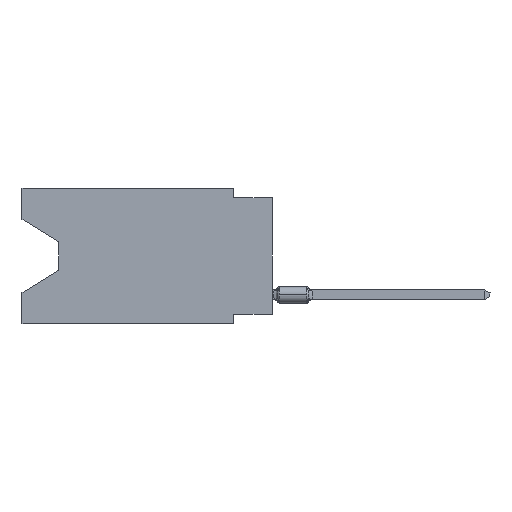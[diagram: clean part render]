
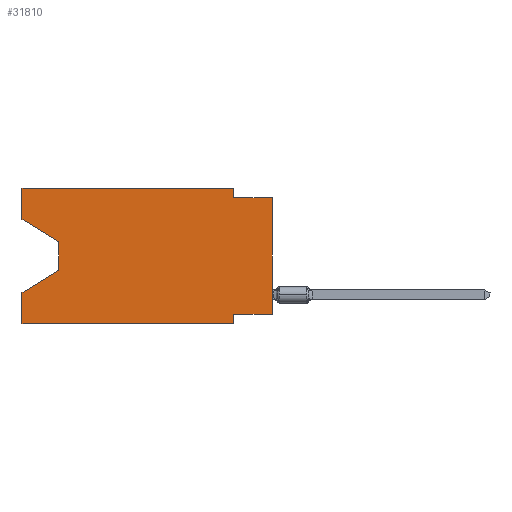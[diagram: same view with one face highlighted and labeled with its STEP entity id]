
A CAD part, left-side view. The second image highlights one B-rep face of the part: STEP entity #31810.
In plain terms, the highlighted planar face has unit normal (-1, 0, 0).
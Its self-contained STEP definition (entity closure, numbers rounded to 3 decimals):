
#36 = VECTOR ( 'NONE', #2832, 1000. ) ;
#171 = CARTESIAN_POINT ( 'NONE',  ( 0., 16.383, 0. ) ) ;
#702 = CARTESIAN_POINT ( 'NONE',  ( 0., 16.383, -2.038 ) ) ;
#1231 = AXIS2_PLACEMENT_3D ( 'NONE', #25814, #8782, #4787 ) ;
#1302 = CARTESIAN_POINT ( 'NONE',  ( 0., 13.97, -3.505 ) ) ;
#1541 = LINE ( 'NONE', #19918, #1763 ) ;
#1747 = VECTOR ( 'NONE', #21256, 1000. ) ;
#1763 = VECTOR ( 'NONE', #33602, 1000. ) ;
#2832 = DIRECTION ( 'NONE',  ( 0., -1., 0. ) ) ;
#4787 = DIRECTION ( 'NONE',  ( 0., 0., -1. ) ) ;
#4788 = EDGE_CURVE ( 'NONE', #22152, #36299, #1541, .T. ) ;
#4841 = DIRECTION ( 'NONE',  ( 0., -1., 0. ) ) ;
#5920 = VECTOR ( 'NONE', #4841, 1000. ) ;
#6158 = ORIENTED_EDGE ( 'NONE', *, *, #30139, .T. ) ;
#6438 = CARTESIAN_POINT ( 'NONE',  ( 0., 0., -8.255 ) ) ;
#6505 = EDGE_CURVE ( 'NONE', #31782, #38914, #36718, .T. ) ;
#7111 = CARTESIAN_POINT ( 'NONE',  ( 0., 0., -0.635 ) ) ;
#7469 = CARTESIAN_POINT ( 'NONE',  ( 0., 16.383, -2.038 ) ) ;
#8031 = EDGE_CURVE ( 'NONE', #44952, #31782, #29888, .T. ) ;
#8168 = LINE ( 'NONE', #7469, #14978 ) ;
#8543 = LINE ( 'NONE', #30950, #32711 ) ;
#8558 = VERTEX_POINT ( 'NONE', #6438 ) ;
#8782 = DIRECTION ( 'NONE',  ( 1., 0., 0. ) ) ;
#9744 = ORIENTED_EDGE ( 'NONE', *, *, #33065, .T. ) ;
#9823 = VECTOR ( 'NONE', #12943, 1000. ) ;
#10145 = CARTESIAN_POINT ( 'NONE',  ( 0., 16.383, -8.89 ) ) ;
#10311 = LINE ( 'NONE', #13640, #9823 ) ;
#10371 = CARTESIAN_POINT ( 'NONE',  ( 0., 16.383, -8.89 ) ) ;
#10705 = CARTESIAN_POINT ( 'NONE',  ( 0., 2.54, -0.635 ) ) ;
#11421 = PLANE ( 'NONE',  #1231 ) ;
#11798 = VECTOR ( 'NONE', #16180, 1000. ) ;
#11981 = DIRECTION ( 'NONE',  ( 0., 0., -1. ) ) ;
#12106 = LINE ( 'NONE', #36897, #19415 ) ;
#12650 = LINE ( 'NONE', #23266, #11798 ) ;
#12943 = DIRECTION ( 'NONE',  ( 0., 0.855, -0.519 ) ) ;
#13640 = CARTESIAN_POINT ( 'NONE',  ( 0., 13.97, -5.385 ) ) ;
#14703 = ORIENTED_EDGE ( 'NONE', *, *, #17367, .T. ) ;
#14947 = FACE_OUTER_BOUND ( 'NONE', #38540, .T. ) ;
#14978 = VECTOR ( 'NONE', #35792, 1000. ) ;
#16180 = DIRECTION ( 'NONE',  ( 0., 1., 0. ) ) ;
#17367 = EDGE_CURVE ( 'NONE', #22152, #20123, #38726, .T. ) ;
#17400 = VERTEX_POINT ( 'NONE', #702 ) ;
#18302 = CARTESIAN_POINT ( 'NONE',  ( 0., 0., -0.635 ) ) ;
#18322 = EDGE_CURVE ( 'NONE', #27714, #36299, #10311, .T. ) ;
#19415 = VECTOR ( 'NONE', #33551, 1000. ) ;
#19566 = CARTESIAN_POINT ( 'NONE',  ( 0., 13.97, -3.505 ) ) ;
#19712 = DIRECTION ( 'NONE',  ( 0., 0., -1. ) ) ;
#19918 = CARTESIAN_POINT ( 'NONE',  ( 0., 16.383, 0. ) ) ;
#20123 = VERTEX_POINT ( 'NONE', #20181 ) ;
#20181 = CARTESIAN_POINT ( 'NONE',  ( 0., 2.54, -8.89 ) ) ;
#21256 = DIRECTION ( 'NONE',  ( 0., 0., 1. ) ) ;
#22152 = VERTEX_POINT ( 'NONE', #10371 ) ;
#22413 = CARTESIAN_POINT ( 'NONE',  ( 0., 2.54, 0. ) ) ;
#22511 = VERTEX_POINT ( 'NONE', #19566 ) ;
#23266 = CARTESIAN_POINT ( 'NONE',  ( 0., 0., -8.255 ) ) ;
#23577 = ORIENTED_EDGE ( 'NONE', *, *, #4788, .F. ) ;
#24875 = ORIENTED_EDGE ( 'NONE', *, *, #35304, .T. ) ;
#25199 = ORIENTED_EDGE ( 'NONE', *, *, #8031, .F. ) ;
#25401 = EDGE_CURVE ( 'NONE', #8558, #37609, #12650, .T. ) ;
#25448 = ORIENTED_EDGE ( 'NONE', *, *, #18322, .T. ) ;
#25814 = CARTESIAN_POINT ( 'NONE',  ( 0., 16.383, 0. ) ) ;
#27714 = VERTEX_POINT ( 'NONE', #35003 ) ;
#28566 = CARTESIAN_POINT ( 'NONE',  ( 0., 16.383, 0. ) ) ;
#29888 = LINE ( 'NONE', #44290, #41139 ) ;
#30139 = EDGE_CURVE ( 'NONE', #17400, #22511, #8168, .T. ) ;
#30611 = ORIENTED_EDGE ( 'NONE', *, *, #25401, .F. ) ;
#30950 = CARTESIAN_POINT ( 'NONE',  ( 0., 0., 0. ) ) ;
#30962 = ORIENTED_EDGE ( 'NONE', *, *, #6505, .F. ) ;
#31782 = VERTEX_POINT ( 'NONE', #10705 ) ;
#31810 = ADVANCED_FACE ( 'NONE', ( #14947 ), #11421, .F. ) ;
#32711 = VECTOR ( 'NONE', #41120, 1000. ) ;
#33065 = EDGE_CURVE ( 'NONE', #22511, #27714, #37660, .T. ) ;
#33551 = DIRECTION ( 'NONE',  ( 0., -1., 0. ) ) ;
#33602 = DIRECTION ( 'NONE',  ( 0., 0., 1. ) ) ;
#34060 = VECTOR ( 'NONE', #19712, 1000. ) ;
#34206 = CARTESIAN_POINT ( 'NONE',  ( 0., 2.54, -8.255 ) ) ;
#34377 = LINE ( 'NONE', #41474, #36812 ) ;
#34423 = EDGE_CURVE ( 'NONE', #17400, #42887, #39907, .T. ) ;
#35003 = CARTESIAN_POINT ( 'NONE',  ( 0., 13.97, -5.385 ) ) ;
#35304 = EDGE_CURVE ( 'NONE', #8558, #38914, #8543, .T. ) ;
#35792 = DIRECTION ( 'NONE',  ( 0., -0.855, -0.519 ) ) ;
#36299 = VERTEX_POINT ( 'NONE', #40521 ) ;
#36718 = LINE ( 'NONE', #18302, #5920 ) ;
#36812 = VECTOR ( 'NONE', #45237, 1000. ) ;
#36897 = CARTESIAN_POINT ( 'NONE',  ( 0., 16.383, 0. ) ) ;
#37326 = ORIENTED_EDGE ( 'NONE', *, *, #40798, .F. ) ;
#37609 = VERTEX_POINT ( 'NONE', #34206 ) ;
#37660 = LINE ( 'NONE', #1302, #34060 ) ;
#38540 = EDGE_LOOP ( 'NONE', ( #6158, #9744, #25448, #23577, #14703, #37326, #30611, #24875, #30962, #25199, #41298, #39683 ) ) ;
#38726 = LINE ( 'NONE', #10145, #36 ) ;
#38914 = VERTEX_POINT ( 'NONE', #7111 ) ;
#39683 = ORIENTED_EDGE ( 'NONE', *, *, #34423, .F. ) ;
#39907 = LINE ( 'NONE', #28566, #1747 ) ;
#40362 = EDGE_CURVE ( 'NONE', #42887, #44952, #12106, .T. ) ;
#40521 = CARTESIAN_POINT ( 'NONE',  ( 0., 16.383, -6.852 ) ) ;
#40798 = EDGE_CURVE ( 'NONE', #37609, #20123, #34377, .T. ) ;
#41120 = DIRECTION ( 'NONE',  ( 0., 0., 1. ) ) ;
#41139 = VECTOR ( 'NONE', #11981, 1000. ) ;
#41298 = ORIENTED_EDGE ( 'NONE', *, *, #40362, .F. ) ;
#41474 = CARTESIAN_POINT ( 'NONE',  ( 0., 2.54, -8.89 ) ) ;
#42887 = VERTEX_POINT ( 'NONE', #171 ) ;
#44290 = CARTESIAN_POINT ( 'NONE',  ( 0., 2.54, 0. ) ) ;
#44952 = VERTEX_POINT ( 'NONE', #22413 ) ;
#45237 = DIRECTION ( 'NONE',  ( 0., 0., -1. ) ) ;
